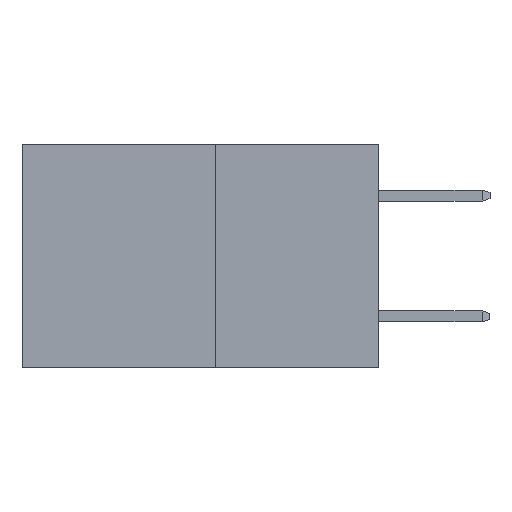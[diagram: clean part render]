
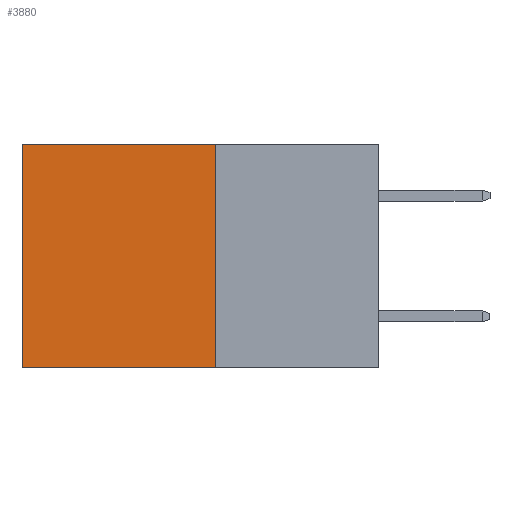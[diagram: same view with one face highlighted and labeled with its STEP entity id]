
A CAD part, left-side view. The second image highlights one B-rep face of the part: STEP entity #3880.
In plain terms, the highlighted planar face has unit normal (-1, 0, 0).
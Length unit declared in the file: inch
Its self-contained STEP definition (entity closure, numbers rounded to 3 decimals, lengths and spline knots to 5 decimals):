
#150 = CARTESIAN_POINT ( 'NONE',  ( 0.277, 0.59, -0.37 ) ) ;
#635 = CARTESIAN_POINT ( 'NONE',  ( 0.277, 0.27, 0. ) ) ;
#794 = VERTEX_POINT ( 'NONE', #3528 ) ;
#1006 = AXIS2_PLACEMENT_3D ( 'NONE', #6209, #1927, #6910 ) ;
#1322 = DIRECTION ( 'NONE',  ( 0., 1., 0. ) ) ;
#1412 = CARTESIAN_POINT ( 'NONE',  ( 0.277, 0.59, -0.37 ) ) ;
#1469 = ORIENTED_EDGE ( 'NONE', *, *, #3984, .T. ) ;
#1488 = CARTESIAN_POINT ( 'NONE',  ( 0.277, 0.27, -0.37 ) ) ;
#1927 = DIRECTION ( 'NONE',  ( 1., 0., 0. ) ) ;
#2087 = CARTESIAN_POINT ( 'NONE',  ( 0.277, 0.27, 0. ) ) ;
#2334 = EDGE_CURVE ( 'NONE', #2673, #6748, #3402, .T. ) ;
#2673 = VERTEX_POINT ( 'NONE', #9086 ) ;
#2706 = LINE ( 'NONE', #1412, #6502 ) ;
#2853 = DIRECTION ( 'NONE',  ( 0., 0., -1. ) ) ;
#2921 = FACE_OUTER_BOUND ( 'NONE', #6544, .T. ) ;
#3273 = VECTOR ( 'NONE', #1322, 39.37008 ) ;
#3402 = LINE ( 'NONE', #4234, #5079 ) ;
#3515 = LINE ( 'NONE', #2087, #3273 ) ;
#3528 = CARTESIAN_POINT ( 'NONE',  ( 0.277, 0.59, 0. ) ) ;
#3880 = ADVANCED_FACE ( 'NONE', ( #2921 ), #5488, .F. ) ;
#3984 = EDGE_CURVE ( 'NONE', #4041, #794, #3515, .T. ) ;
#4041 = VERTEX_POINT ( 'NONE', #635 ) ;
#4107 = EDGE_CURVE ( 'NONE', #4041, #2673, #4313, .T. ) ;
#4117 = DIRECTION ( 'NONE',  ( 0., 1., 0. ) ) ;
#4234 = CARTESIAN_POINT ( 'NONE',  ( 0.277, 0.27, -0.37 ) ) ;
#4313 = LINE ( 'NONE', #1488, #7974 ) ;
#4797 = EDGE_CURVE ( 'NONE', #794, #6748, #2706, .T. ) ;
#5079 = VECTOR ( 'NONE', #4117, 39.37008 ) ;
#5488 = PLANE ( 'NONE',  #1006 ) ;
#5796 = DIRECTION ( 'NONE',  ( 0., 0., -1. ) ) ;
#6209 = CARTESIAN_POINT ( 'NONE',  ( 0.277, 0.27, -0.37 ) ) ;
#6273 = ORIENTED_EDGE ( 'NONE', *, *, #4797, .T. ) ;
#6502 = VECTOR ( 'NONE', #2853, 39.37008 ) ;
#6544 = EDGE_LOOP ( 'NONE', ( #6273, #6953, #8693, #1469 ) ) ;
#6748 = VERTEX_POINT ( 'NONE', #150 ) ;
#6910 = DIRECTION ( 'NONE',  ( 0., 0., -1. ) ) ;
#6953 = ORIENTED_EDGE ( 'NONE', *, *, #2334, .F. ) ;
#7974 = VECTOR ( 'NONE', #5796, 39.37008 ) ;
#8693 = ORIENTED_EDGE ( 'NONE', *, *, #4107, .F. ) ;
#9086 = CARTESIAN_POINT ( 'NONE',  ( 0.277, 0.27, -0.37 ) ) ;
